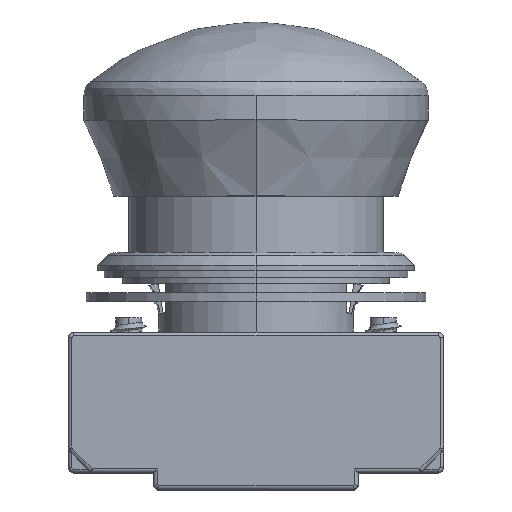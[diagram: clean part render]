
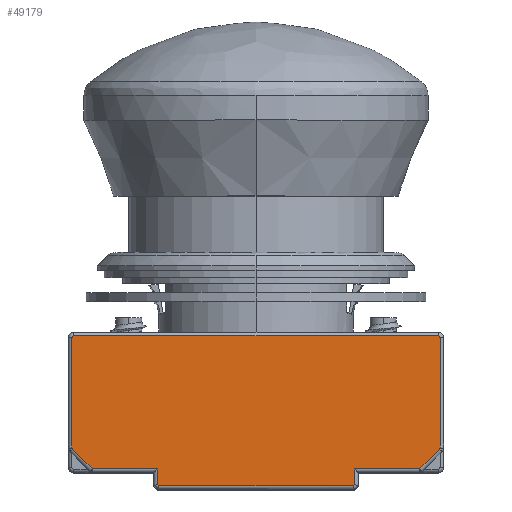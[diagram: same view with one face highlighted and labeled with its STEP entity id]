
A CAD part, top view. The second image highlights one B-rep face of the part: STEP entity #49179.
In plain terms, the highlighted planar face has unit normal (0, 0, 1).
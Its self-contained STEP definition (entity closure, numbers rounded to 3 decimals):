
#510 = VERTEX_POINT ( 'NONE', #24508 ) ;
#1707 = CARTESIAN_POINT ( 'NONE',  ( 20.6, -7.95, 14.9 ) ) ;
#2879 = CARTESIAN_POINT ( 'NONE',  ( -20.455, -7.75, 14.9 ) ) ;
#3559 = EDGE_CURVE ( 'NONE', #510, #57692, #27393, .T. ) ;
#4041 = CARTESIAN_POINT ( 'NONE',  ( 0., -24.55, 14.9 ) ) ;
#4101 = CARTESIAN_POINT ( 'NONE',  ( -20.6, -7.95, 14.9 ) ) ;
#4306 = CARTESIAN_POINT ( 'NONE',  ( 18.334, -22.65, 14.9 ) ) ;
#4360 = LINE ( 'NONE', #4041, #57218 ) ;
#4857 = ORIENTED_EDGE ( 'NONE', *, *, #43755, .T. ) ;
#4921 = EDGE_CURVE ( 'NONE', #5554, #39108, #55084, .T. ) ;
#4967 = DIRECTION ( 'NONE',  ( 0.707, 0.707, 0. ) ) ;
#5010 = VERTEX_POINT ( 'NONE', #23577 ) ;
#5554 = VERTEX_POINT ( 'NONE', #58696 ) ;
#5617 = LINE ( 'NONE', #38951, #54898 ) ;
#5783 = CARTESIAN_POINT ( 'NONE',  ( 20.456, -7.75, 14.9 ) ) ;
#6526 = CARTESIAN_POINT ( 'NONE',  ( 20.4, -7.75, 14.9 ) ) ;
#6860 = DIRECTION ( 'NONE',  ( 0.707, -0.707, 0. ) ) ;
#7189 = EDGE_CURVE ( 'NONE', #53717, #5010, #29928, .T. ) ;
#8216 = VECTOR ( 'NONE', #52805, 1000. ) ;
#8484 = EDGE_CURVE ( 'NONE', #60706, #5554, #46434, .T. ) ;
#8488 = CARTESIAN_POINT ( 'NONE',  ( -20.6, -7.894, 14.9 ) ) ;
#8632 = VERTEX_POINT ( 'NONE', #53585 ) ;
#8965 = VERTEX_POINT ( 'NONE', #27970 ) ;
#8975 = B_SPLINE_CURVE_WITH_KNOTS ( 'NONE', 3,
 ( #26879, #2879, #46201, #45881, #8488, #4101 ),
 .UNSPECIFIED., .F., .F.,
 ( 4, 2, 4 ),
 ( 0., 0.5, 1. ),
 .UNSPECIFIED. ) ;
#9380 = ORIENTED_EDGE ( 'NONE', *, *, #35606, .T. ) ;
#10047 = CARTESIAN_POINT ( 'NONE',  ( -20.6, -20.357, 14.9 ) ) ;
#10185 = EDGE_CURVE ( 'NONE', #5010, #60706, #4360, .T. ) ;
#11621 = ORIENTED_EDGE ( 'NONE', *, *, #7189, .T. ) ;
#11723 = CARTESIAN_POINT ( 'NONE',  ( 20.541, -20.443, 14.9 ) ) ;
#12572 = CARTESIAN_POINT ( 'NONE',  ( 20.6, -7.95, 14.9 ) ) ;
#12749 = VERTEX_POINT ( 'NONE', #47065 ) ;
#13971 = VECTOR ( 'NONE', #6860, 1000. ) ;
#14257 = ORIENTED_EDGE ( 'NONE', *, *, #24859, .F. ) ;
#14604 = VECTOR ( 'NONE', #32736, 1000. ) ;
#14831 = CARTESIAN_POINT ( 'NONE',  ( 20.6, -7.895, 14.9 ) ) ;
#15178 = CARTESIAN_POINT ( 'NONE',  ( 11.05, -22.65, 14.9 ) ) ;
#15322 = ORIENTED_EDGE ( 'NONE', *, *, #10185, .T. ) ;
#16668 = EDGE_CURVE ( 'NONE', #12749, #39379, #42234, .T. ) ;
#17070 = VECTOR ( 'NONE', #20784, 1000. ) ;
#17798 = CARTESIAN_POINT ( 'NONE',  ( -75.751, -22.65, 14.9 ) ) ;
#18327 = EDGE_CURVE ( 'NONE', #25048, #55083, #59335, .T. ) ;
#19875 = CARTESIAN_POINT ( 'NONE',  ( 20.6, -20.301, 14.9 ) ) ;
#20449 = CARTESIAN_POINT ( 'NONE',  ( 20.503, -7.77, 14.9 ) ) ;
#20784 = DIRECTION ( 'NONE',  ( 0., -1., 0. ) ) ;
#20880 = ORIENTED_EDGE ( 'NONE', *, *, #48563, .F. ) ;
#21336 = ORIENTED_EDGE ( 'NONE', *, *, #3559, .T. ) ;
#21426 = DIRECTION ( 'NONE',  ( 1., 0., 0. ) ) ;
#21725 = PLANE ( 'NONE',  #55455 ) ;
#21762 = CARTESIAN_POINT ( 'NONE',  ( 20.541, -20.443, 14.9 ) ) ;
#22282 = ORIENTED_EDGE ( 'NONE', *, *, #46097, .T. ) ;
#22706 = DIRECTION ( 'NONE',  ( 0., -1., 0. ) ) ;
#23063 = DIRECTION ( 'NONE',  ( 1., 0., 0. ) ) ;
#23403 = LINE ( 'NONE', #57991, #55284 ) ;
#23577 = CARTESIAN_POINT ( 'NONE',  ( -10.884, -24.55, 14.9 ) ) ;
#23825 = CARTESIAN_POINT ( 'NONE',  ( 20.6, -7.35, 14.9 ) ) ;
#24037 = CARTESIAN_POINT ( 'NONE',  ( -18.334, -22.65, 14.9 ) ) ;
#24490 = ORIENTED_EDGE ( 'NONE', *, *, #8484, .T. ) ;
#24508 = CARTESIAN_POINT ( 'NONE',  ( -20.6, -7.95, 14.9 ) ) ;
#24542 = CARTESIAN_POINT ( 'NONE',  ( 20.6, -20.357, 14.9 ) ) ;
#24859 = EDGE_CURVE ( 'NONE', #8965, #56276, #5617, .T. ) ;
#24983 = CARTESIAN_POINT ( 'NONE',  ( -20.6, -20.301, 14.9 ) ) ;
#25048 = VERTEX_POINT ( 'NONE', #4306 ) ;
#25412 = B_SPLINE_CURVE_WITH_KNOTS ( 'NONE', 3,
 ( #24983, #10047, #58351, #29065 ),
 .UNSPECIFIED., .F., .F.,
 ( 4, 4 ),
 ( 0., 1. ),
 .UNSPECIFIED. ) ;
#26879 = CARTESIAN_POINT ( 'NONE',  ( -20.4, -7.75, 14.9 ) ) ;
#27393 = LINE ( 'NONE', #46392, #47063 ) ;
#27970 = CARTESIAN_POINT ( 'NONE',  ( -11.05, -22.65, 14.9 ) ) ;
#28338 = CARTESIAN_POINT ( 'NONE',  ( 20.418, -7.75, 14.9 ) ) ;
#29065 = CARTESIAN_POINT ( 'NONE',  ( -20.541, -20.443, 14.9 ) ) ;
#29245 = VECTOR ( 'NONE', #44793, 1000. ) ;
#29592 = VECTOR ( 'NONE', #47336, 1000. ) ;
#29928 = LINE ( 'NONE', #48949, #13971 ) ;
#31053 = DIRECTION ( 'NONE',  ( 0., 0., 1. ) ) ;
#32736 = DIRECTION ( 'NONE',  ( -1., 0., 0. ) ) ;
#32865 = EDGE_CURVE ( 'NONE', #57692, #8632, #25412, .T. ) ;
#32923 = ORIENTED_EDGE ( 'NONE', *, *, #49823, .F. ) ;
#33608 = ORIENTED_EDGE ( 'NONE', *, *, #41851, .T. ) ;
#33974 = CARTESIAN_POINT ( 'NONE',  ( -20.6, -20.301, 14.9 ) ) ;
#35606 = EDGE_CURVE ( 'NONE', #8632, #56276, #23403, .T. ) ;
#37958 = VERTEX_POINT ( 'NONE', #6526 ) ;
#38951 = CARTESIAN_POINT ( 'NONE',  ( -75.751, -22.65, 14.9 ) ) ;
#39108 = VERTEX_POINT ( 'NONE', #15178 ) ;
#39379 = VERTEX_POINT ( 'NONE', #12572 ) ;
#41791 = LINE ( 'NONE', #17798, #14604 ) ;
#41851 = EDGE_CURVE ( 'NONE', #60670, #510, #8975, .T. ) ;
#42234 = LINE ( 'NONE', #23825, #8216 ) ;
#43220 = CARTESIAN_POINT ( 'NONE',  ( 20.58, -7.848, 14.9 ) ) ;
#43293 = LINE ( 'NONE', #28338, #29592 ) ;
#43559 = LINE ( 'NONE', #53831, #17070 ) ;
#43703 = EDGE_CURVE ( 'NONE', #8965, #53717, #43559, .T. ) ;
#43755 = EDGE_CURVE ( 'NONE', #55083, #12749, #57010, .T. ) ;
#44339 = EDGE_LOOP ( 'NONE', ( #11621, #15322, #24490, #60845, #20880, #46279, #4857, #44903, #22282, #32923, #33608, #21336, #56131, #9380, #14257, #44719 ) ) ;
#44719 = ORIENTED_EDGE ( 'NONE', *, *, #43703, .T. ) ;
#44793 = DIRECTION ( 'NONE',  ( 0., 1., 0. ) ) ;
#44903 = ORIENTED_EDGE ( 'NONE', *, *, #16668, .T. ) ;
#45050 = CARTESIAN_POINT ( 'NONE',  ( 10.884, -24.55, 14.9 ) ) ;
#45881 = CARTESIAN_POINT ( 'NONE',  ( -20.58, -7.847, 14.9 ) ) ;
#46007 = FACE_OUTER_BOUND ( 'NONE', #44339, .T. ) ;
#46097 = EDGE_CURVE ( 'NONE', #39379, #37958, #53208, .T. ) ;
#46201 = CARTESIAN_POINT ( 'NONE',  ( -20.502, -7.77, 14.9 ) ) ;
#46279 = ORIENTED_EDGE ( 'NONE', *, *, #18327, .T. ) ;
#46392 = CARTESIAN_POINT ( 'NONE',  ( -20.6, -7.35, 14.9 ) ) ;
#46434 = LINE ( 'NONE', #47665, #47929 ) ;
#47008 = VECTOR ( 'NONE', #58417, 1000. ) ;
#47063 = VECTOR ( 'NONE', #22706, 1000. ) ;
#47065 = CARTESIAN_POINT ( 'NONE',  ( 20.6, -20.301, 14.9 ) ) ;
#47336 = DIRECTION ( 'NONE',  ( 1., 0., 0. ) ) ;
#47665 = CARTESIAN_POINT ( 'NONE',  ( 10.884, -24.55, 14.9 ) ) ;
#47929 = VECTOR ( 'NONE', #4967, 1000. ) ;
#48010 = DIRECTION ( 'NONE',  ( 0.707, -0.707, 0. ) ) ;
#48222 = CARTESIAN_POINT ( 'NONE',  ( 20.58, -20.404, 14.9 ) ) ;
#48563 = EDGE_CURVE ( 'NONE', #25048, #39108, #41791, .T. ) ;
#48917 = DIRECTION ( 'NONE',  ( -1., 0., 0. ) ) ;
#48949 = CARTESIAN_POINT ( 'NONE',  ( -11.05, -24.384, 14.9 ) ) ;
#49179 = ADVANCED_FACE ( 'NONE', ( #46007 ), #21725, .T. ) ;
#49719 = CARTESIAN_POINT ( 'NONE',  ( -20.4, -7.75, 14.9 ) ) ;
#49823 = EDGE_CURVE ( 'NONE', #60670, #37958, #43293, .T. ) ;
#49963 = CARTESIAN_POINT ( 'NONE',  ( 18.334, -22.65, 14.9 ) ) ;
#52805 = DIRECTION ( 'NONE',  ( 0., 1., 0. ) ) ;
#53208 = B_SPLINE_CURVE_WITH_KNOTS ( 'NONE', 3,
 ( #1707, #14831, #43220, #20449, #5783, #58758 ),
 .UNSPECIFIED., .F., .F.,
 ( 4, 2, 4 ),
 ( 0., 0.5, 1. ),
 .UNSPECIFIED. ) ;
#53585 = CARTESIAN_POINT ( 'NONE',  ( -20.541, -20.443, 14.9 ) ) ;
#53717 = VERTEX_POINT ( 'NONE', #58462 ) ;
#53831 = CARTESIAN_POINT ( 'NONE',  ( -11.05, -7.35, 14.9 ) ) ;
#54898 = VECTOR ( 'NONE', #48917, 1000. ) ;
#55083 = VERTEX_POINT ( 'NONE', #21762 ) ;
#55084 = LINE ( 'NONE', #59449, #29245 ) ;
#55284 = VECTOR ( 'NONE', #48010, 1000. ) ;
#55455 = AXIS2_PLACEMENT_3D ( 'NONE', #60666, #31053, #21426 ) ;
#56131 = ORIENTED_EDGE ( 'NONE', *, *, #32865, .T. ) ;
#56276 = VERTEX_POINT ( 'NONE', #24037 ) ;
#57010 = B_SPLINE_CURVE_WITH_KNOTS ( 'NONE', 3,
 ( #11723, #48222, #24542, #19875 ),
 .UNSPECIFIED., .F., .F.,
 ( 4, 4 ),
 ( 0., 1. ),
 .UNSPECIFIED. ) ;
#57218 = VECTOR ( 'NONE', #23063, 1000. ) ;
#57692 = VERTEX_POINT ( 'NONE', #33974 ) ;
#57991 = CARTESIAN_POINT ( 'NONE',  ( -20.541, -20.443, 14.9 ) ) ;
#58351 = CARTESIAN_POINT ( 'NONE',  ( -20.58, -20.404, 14.9 ) ) ;
#58417 = DIRECTION ( 'NONE',  ( 0.707, 0.707, 0. ) ) ;
#58462 = CARTESIAN_POINT ( 'NONE',  ( -11.05, -24.384, 14.9 ) ) ;
#58696 = CARTESIAN_POINT ( 'NONE',  ( 11.05, -24.384, 14.9 ) ) ;
#58758 = CARTESIAN_POINT ( 'NONE',  ( 20.4, -7.75, 14.9 ) ) ;
#59335 = LINE ( 'NONE', #49963, #47008 ) ;
#59449 = CARTESIAN_POINT ( 'NONE',  ( 11.05, -7.35, 14.9 ) ) ;
#60666 = CARTESIAN_POINT ( 'NONE',  ( 0., -7.35, 14.9 ) ) ;
#60670 = VERTEX_POINT ( 'NONE', #49719 ) ;
#60706 = VERTEX_POINT ( 'NONE', #45050 ) ;
#60845 = ORIENTED_EDGE ( 'NONE', *, *, #4921, .T. ) ;
